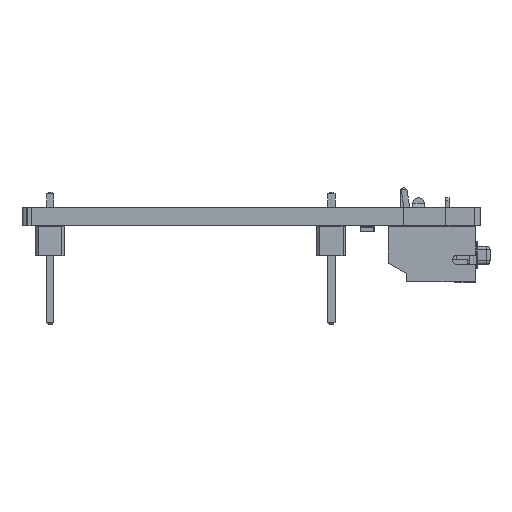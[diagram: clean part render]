
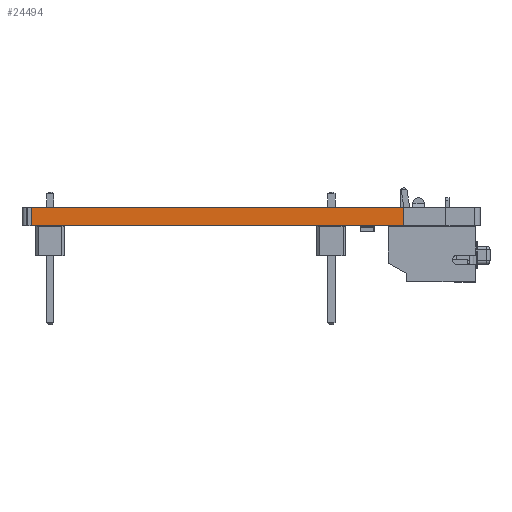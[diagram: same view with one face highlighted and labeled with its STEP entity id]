
A CAD part, front view. The second image highlights one B-rep face of the part: STEP entity #24494.
In plain terms, the highlighted planar face has unit normal (0, -1, 0).
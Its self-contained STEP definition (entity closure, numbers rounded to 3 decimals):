
#22420 = VERTEX_POINT('',#22421);
#22421 = CARTESIAN_POINT('',(116.852,-100.292,0.));
#22427 = EDGE_CURVE('',#22428,#22420,#22430,.T.);
#22428 = VERTEX_POINT('',#22429);
#22429 = CARTESIAN_POINT('',(149.293,-100.292,0.));
#22430 = LINE('',#22431,#22432);
#22431 = CARTESIAN_POINT('',(149.293,-100.292,0.));
#22432 = VECTOR('',#22433,1.);
#22433 = DIRECTION('',(-1.,0.,0.));
#23339 = VERTEX_POINT('',#23340);
#23340 = CARTESIAN_POINT('',(116.852,-100.292,1.6));
#23346 = EDGE_CURVE('',#23347,#23339,#23349,.T.);
#23347 = VERTEX_POINT('',#23348);
#23348 = CARTESIAN_POINT('',(149.293,-100.292,1.6));
#23349 = LINE('',#23350,#23351);
#23350 = CARTESIAN_POINT('',(149.293,-100.292,1.6));
#23351 = VECTOR('',#23352,1.);
#23352 = DIRECTION('',(-1.,0.,0.));
#24466 = EDGE_CURVE('',#22428,#23347,#24467,.T.);
#24467 = LINE('',#24468,#24469);
#24468 = CARTESIAN_POINT('',(149.293,-100.292,0.));
#24469 = VECTOR('',#24470,1.);
#24470 = DIRECTION('',(0.,0.,1.));
#24494 = ADVANCED_FACE('',(#24495),#24506,.T.);
#24495 = FACE_BOUND('',#24496,.T.);
#24496 = EDGE_LOOP('',(#24497,#24498,#24499,#24505));
#24497 = ORIENTED_EDGE('',*,*,#24466,.T.);
#24498 = ORIENTED_EDGE('',*,*,#23346,.T.);
#24499 = ORIENTED_EDGE('',*,*,#24500,.F.);
#24500 = EDGE_CURVE('',#22420,#23339,#24501,.T.);
#24501 = LINE('',#24502,#24503);
#24502 = CARTESIAN_POINT('',(116.852,-100.292,0.));
#24503 = VECTOR('',#24504,1.);
#24504 = DIRECTION('',(0.,0.,1.));
#24505 = ORIENTED_EDGE('',*,*,#22427,.F.);
#24506 = PLANE('',#24507);
#24507 = AXIS2_PLACEMENT_3D('',#24508,#24509,#24510);
#24508 = CARTESIAN_POINT('',(149.293,-100.292,0.));
#24509 = DIRECTION('',(0.,-1.,0.));
#24510 = DIRECTION('',(-1.,0.,0.));
